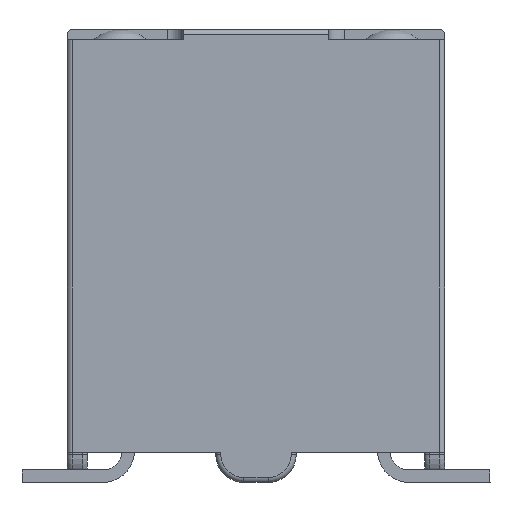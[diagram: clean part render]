
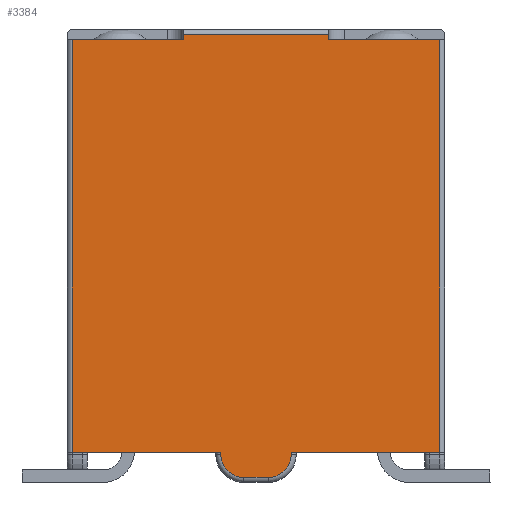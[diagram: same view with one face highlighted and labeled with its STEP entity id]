
A CAD part, left-side view. The second image highlights one B-rep face of the part: STEP entity #3384.
In plain terms, the highlighted planar face has unit normal (-1, 0, 0).
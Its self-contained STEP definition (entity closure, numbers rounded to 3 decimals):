
#3184 = VERTEX_POINT('',#3185);
#3185 = CARTESIAN_POINT('',(-7.5,1.45,8.8));
#3191 = EDGE_CURVE('',#3184,#3192,#3194,.T.);
#3192 = VERTEX_POINT('',#3193);
#3193 = CARTESIAN_POINT('',(-7.5,3.65,8.8));
#3194 = LINE('',#3195,#3196);
#3195 = CARTESIAN_POINT('',(-7.5,1.45,8.8));
#3196 = VECTOR('',#3197,1.);
#3197 = DIRECTION('',(0.,1.,0.));
#3331 = VERTEX_POINT('',#3332);
#3332 = CARTESIAN_POINT('',(-7.5,3.65,0.6));
#3341 = EDGE_CURVE('',#3331,#3192,#3342,.T.);
#3342 = LINE('',#3343,#3344);
#3343 = CARTESIAN_POINT('',(-7.5,3.65,0.6));
#3344 = VECTOR('',#3345,1.);
#3345 = DIRECTION('',(0.,0.,1.));
#3384 = ADVANCED_FACE('',(#3385),#3501,.T.);
#3385 = FACE_BOUND('',#3386,.T.);
#3386 = EDGE_LOOP('',(#3387,#3397,#3405,#3414,#3422,#3431,#3439,#3447,
    #3455,#3463,#3471,#3479,#3487,#3493,#3494,#3495));
#3387 = ORIENTED_EDGE('',*,*,#3388,.T.);
#3388 = EDGE_CURVE('',#3389,#3391,#3393,.T.);
#3389 = VERTEX_POINT('',#3390);
#3390 = CARTESIAN_POINT('',(-7.5,0.8,0.6));
#3391 = VERTEX_POINT('',#3392);
#3392 = CARTESIAN_POINT('',(-7.5,0.7,0.6));
#3393 = LINE('',#3394,#3395);
#3394 = CARTESIAN_POINT('',(-7.5,0.,0.6));
#3395 = VECTOR('',#3396,1.);
#3396 = DIRECTION('',(0.,-1.,0.));
#3397 = ORIENTED_EDGE('',*,*,#3398,.T.);
#3398 = EDGE_CURVE('',#3391,#3399,#3401,.T.);
#3399 = VERTEX_POINT('',#3400);
#3400 = CARTESIAN_POINT('',(-7.5,0.7,0.56));
#3401 = LINE('',#3402,#3403);
#3402 = CARTESIAN_POINT('',(-7.5,0.7,0.6));
#3403 = VECTOR('',#3404,1.);
#3404 = DIRECTION('',(0.,0.,-1.));
#3405 = ORIENTED_EDGE('',*,*,#3406,.T.);
#3406 = EDGE_CURVE('',#3399,#3407,#3409,.T.);
#3407 = VERTEX_POINT('',#3408);
#3408 = CARTESIAN_POINT('',(-7.5,0.24,0.1));
#3409 = CIRCLE('',#3410,0.46);
#3410 = AXIS2_PLACEMENT_3D('',#3411,#3412,#3413);
#3411 = CARTESIAN_POINT('',(-7.5,0.24,0.56));
#3412 = DIRECTION('',(-1.,0.,0.));
#3413 = DIRECTION('',(0.,1.,0.));
#3414 = ORIENTED_EDGE('',*,*,#3415,.T.);
#3415 = EDGE_CURVE('',#3407,#3416,#3418,.T.);
#3416 = VERTEX_POINT('',#3417);
#3417 = CARTESIAN_POINT('',(-7.5,-0.24,0.1));
#3418 = LINE('',#3419,#3420);
#3419 = CARTESIAN_POINT('',(-7.5,0.24,0.1));
#3420 = VECTOR('',#3421,1.);
#3421 = DIRECTION('',(0.,-1.,0.));
#3422 = ORIENTED_EDGE('',*,*,#3423,.T.);
#3423 = EDGE_CURVE('',#3416,#3424,#3426,.T.);
#3424 = VERTEX_POINT('',#3425);
#3425 = CARTESIAN_POINT('',(-7.5,-0.7,0.56));
#3426 = CIRCLE('',#3427,0.46);
#3427 = AXIS2_PLACEMENT_3D('',#3428,#3429,#3430);
#3428 = CARTESIAN_POINT('',(-7.5,-0.24,0.56));
#3429 = DIRECTION('',(-1.,0.,-0.));
#3430 = DIRECTION('',(0.,0.,-1.));
#3431 = ORIENTED_EDGE('',*,*,#3432,.T.);
#3432 = EDGE_CURVE('',#3424,#3433,#3435,.T.);
#3433 = VERTEX_POINT('',#3434);
#3434 = CARTESIAN_POINT('',(-7.5,-0.7,0.6));
#3435 = LINE('',#3436,#3437);
#3436 = CARTESIAN_POINT('',(-7.5,-0.7,0.56));
#3437 = VECTOR('',#3438,1.);
#3438 = DIRECTION('',(0.,0.,1.));
#3439 = ORIENTED_EDGE('',*,*,#3440,.F.);
#3440 = EDGE_CURVE('',#3441,#3433,#3443,.T.);
#3441 = VERTEX_POINT('',#3442);
#3442 = CARTESIAN_POINT('',(-7.5,-0.8,0.6));
#3443 = LINE('',#3444,#3445);
#3444 = CARTESIAN_POINT('',(-7.5,0.,0.6));
#3445 = VECTOR('',#3446,1.);
#3446 = DIRECTION('',(0.,1.,0.));
#3447 = ORIENTED_EDGE('',*,*,#3448,.F.);
#3448 = EDGE_CURVE('',#3449,#3441,#3451,.T.);
#3449 = VERTEX_POINT('',#3450);
#3450 = CARTESIAN_POINT('',(-7.5,-3.65,0.6));
#3451 = LINE('',#3452,#3453);
#3452 = CARTESIAN_POINT('',(-7.5,-3.75,0.6));
#3453 = VECTOR('',#3454,1.);
#3454 = DIRECTION('',(0.,1.,0.));
#3455 = ORIENTED_EDGE('',*,*,#3456,.T.);
#3456 = EDGE_CURVE('',#3449,#3457,#3459,.T.);
#3457 = VERTEX_POINT('',#3458);
#3458 = CARTESIAN_POINT('',(-7.5,-3.65,8.8));
#3459 = LINE('',#3460,#3461);
#3460 = CARTESIAN_POINT('',(-7.5,-3.65,0.6));
#3461 = VECTOR('',#3462,1.);
#3462 = DIRECTION('',(0.,0.,1.));
#3463 = ORIENTED_EDGE('',*,*,#3464,.T.);
#3464 = EDGE_CURVE('',#3457,#3465,#3467,.T.);
#3465 = VERTEX_POINT('',#3466);
#3466 = CARTESIAN_POINT('',(-7.5,-1.45,8.8));
#3467 = LINE('',#3468,#3469);
#3468 = CARTESIAN_POINT('',(-7.5,-3.75,8.8));
#3469 = VECTOR('',#3470,1.);
#3470 = DIRECTION('',(0.,1.,0.));
#3471 = ORIENTED_EDGE('',*,*,#3472,.F.);
#3472 = EDGE_CURVE('',#3473,#3465,#3475,.T.);
#3473 = VERTEX_POINT('',#3474);
#3474 = CARTESIAN_POINT('',(-7.5,-1.45,8.9));
#3475 = LINE('',#3476,#3477);
#3476 = CARTESIAN_POINT('',(-7.5,-1.45,9.));
#3477 = VECTOR('',#3478,1.);
#3478 = DIRECTION('',(-0.,-0.,-1.));
#3479 = ORIENTED_EDGE('',*,*,#3480,.T.);
#3480 = EDGE_CURVE('',#3473,#3481,#3483,.T.);
#3481 = VERTEX_POINT('',#3482);
#3482 = CARTESIAN_POINT('',(-7.5,1.45,8.9));
#3483 = LINE('',#3484,#3485);
#3484 = CARTESIAN_POINT('',(-7.5,-1.45,8.9));
#3485 = VECTOR('',#3486,1.);
#3486 = DIRECTION('',(0.,1.,0.));
#3487 = ORIENTED_EDGE('',*,*,#3488,.T.);
#3488 = EDGE_CURVE('',#3481,#3184,#3489,.T.);
#3489 = LINE('',#3490,#3491);
#3490 = CARTESIAN_POINT('',(-7.5,1.45,9.));
#3491 = VECTOR('',#3492,1.);
#3492 = DIRECTION('',(-0.,-0.,-1.));
#3493 = ORIENTED_EDGE('',*,*,#3191,.T.);
#3494 = ORIENTED_EDGE('',*,*,#3341,.F.);
#3495 = ORIENTED_EDGE('',*,*,#3496,.F.);
#3496 = EDGE_CURVE('',#3389,#3331,#3497,.T.);
#3497 = LINE('',#3498,#3499);
#3498 = CARTESIAN_POINT('',(-7.5,-3.75,0.6));
#3499 = VECTOR('',#3500,1.);
#3500 = DIRECTION('',(0.,1.,0.));
#3501 = PLANE('',#3502);
#3502 = AXIS2_PLACEMENT_3D('',#3503,#3504,#3505);
#3503 = CARTESIAN_POINT('',(-7.5,0.,4.607));
#3504 = DIRECTION('',(-1.,-0.,-0.));
#3505 = DIRECTION('',(0.,0.,-1.));
